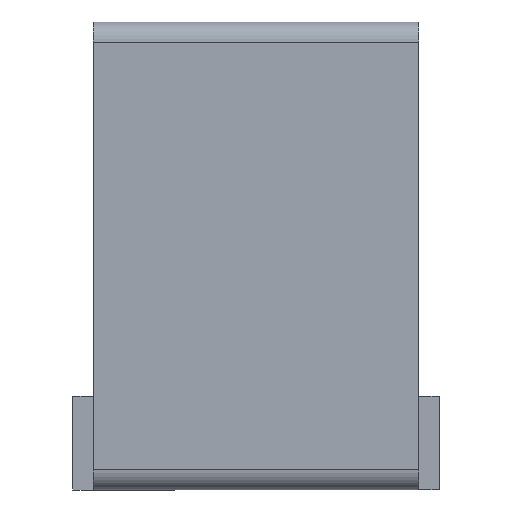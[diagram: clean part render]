
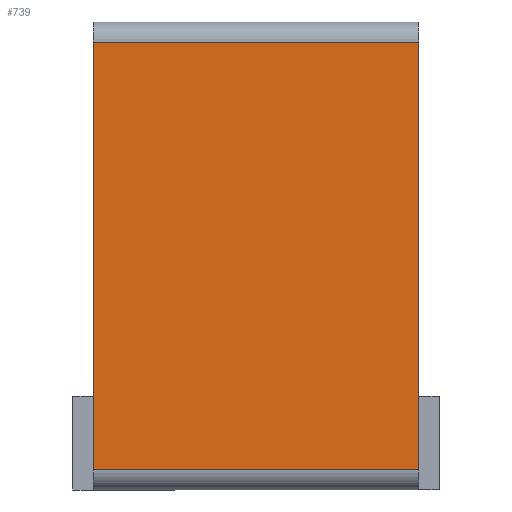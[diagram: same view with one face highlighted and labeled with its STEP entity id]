
A CAD part, left-side view. The second image highlights one B-rep face of the part: STEP entity #739.
In plain terms, the highlighted planar face has unit normal (-1, 0, 0).
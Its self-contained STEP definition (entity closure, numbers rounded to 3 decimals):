
#43 = VERTEX_POINT('',#44);
#44 = CARTESIAN_POINT('',(-0.8,0.4,0.05));
#51 = EDGE_CURVE('',#43,#52,#54,.T.);
#52 = VERTEX_POINT('',#53);
#53 = CARTESIAN_POINT('',(-0.8,0.4,1.1));
#54 = LINE('',#55,#56);
#55 = CARTESIAN_POINT('',(-0.8,0.4,0.05));
#56 = VECTOR('',#57,1.);
#57 = DIRECTION('',(0.,0.,1.));
#354 = VERTEX_POINT('',#355);
#355 = CARTESIAN_POINT('',(-0.8,-0.4,1.1));
#362 = EDGE_CURVE('',#363,#354,#365,.T.);
#363 = VERTEX_POINT('',#364);
#364 = CARTESIAN_POINT('',(-0.8,-0.4,0.05));
#365 = LINE('',#366,#367);
#366 = CARTESIAN_POINT('',(-0.8,-0.4,0.05));
#367 = VECTOR('',#368,1.);
#368 = DIRECTION('',(0.,0.,1.));
#728 = EDGE_CURVE('',#43,#363,#729,.T.);
#729 = LINE('',#730,#731);
#730 = CARTESIAN_POINT('',(-0.8,0.4,0.05));
#731 = VECTOR('',#732,1.);
#732 = DIRECTION('',(0.,-1.,0.));
#739 = ADVANCED_FACE('',(#740),#751,.T.);
#740 = FACE_BOUND('',#741,.T.);
#741 = EDGE_LOOP('',(#742,#743,#744,#750));
#742 = ORIENTED_EDGE('',*,*,#728,.T.);
#743 = ORIENTED_EDGE('',*,*,#362,.T.);
#744 = ORIENTED_EDGE('',*,*,#745,.F.);
#745 = EDGE_CURVE('',#52,#354,#746,.T.);
#746 = LINE('',#747,#748);
#747 = CARTESIAN_POINT('',(-0.8,0.4,1.1));
#748 = VECTOR('',#749,1.);
#749 = DIRECTION('',(0.,-1.,0.));
#750 = ORIENTED_EDGE('',*,*,#51,.F.);
#751 = PLANE('',#752);
#752 = AXIS2_PLACEMENT_3D('',#753,#754,#755);
#753 = CARTESIAN_POINT('',(-0.8,0.4,0.05));
#754 = DIRECTION('',(-1.,0.,0.));
#755 = DIRECTION('',(0.,1.,0.));
